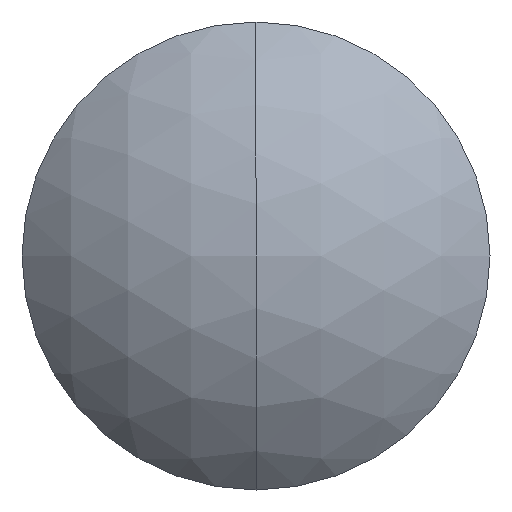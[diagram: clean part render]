
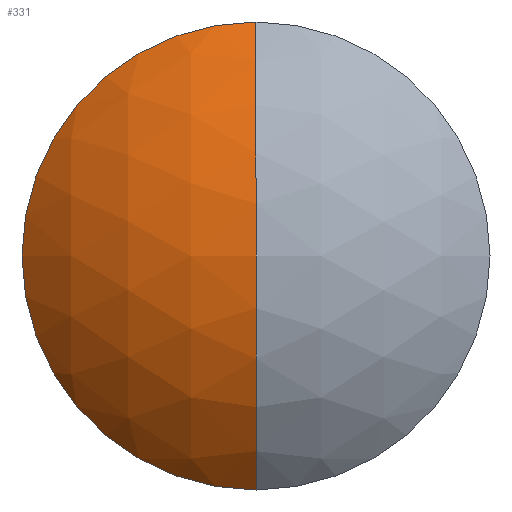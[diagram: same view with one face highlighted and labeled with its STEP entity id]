
A CAD part, left-side view. The second image highlights one B-rep face of the part: STEP entity #331.
In plain terms, the highlighted spherical face has radius 11 mm.
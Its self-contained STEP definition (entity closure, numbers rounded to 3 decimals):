
#18 = FACE_OUTER_BOUND ( 'NONE', #238, .T. ) ;
#45 = DIRECTION ( 'NONE',  ( 0., 1., 0. ) ) ;
#53 = DIRECTION ( 'NONE',  ( 0., 0., -1. ) ) ;
#55 = DIRECTION ( 'NONE',  ( 1., 0., 0. ) ) ;
#57 = DIRECTION ( 'NONE',  ( 0., 0., -1. ) ) ;
#77 = ORIENTED_EDGE ( 'NONE', *, *, #160, .T. ) ;
#79 = CARTESIAN_POINT ( 'NONE',  ( -7.52, 0., 0. ) ) ;
#86 = CARTESIAN_POINT ( 'NONE',  ( 0., 0., 0. ) ) ;
#89 = CIRCLE ( 'NONE', #145, 11. ) ;
#106 = SPHERICAL_SURFACE ( 'NONE', #329, 11. ) ;
#108 = CARTESIAN_POINT ( 'NONE',  ( -7.52, 0., 8.028 ) ) ;
#126 = EDGE_CURVE ( 'NONE', #303, #350, #237, .T. ) ;
#145 = AXIS2_PLACEMENT_3D ( 'NONE', #296, #294, #318 ) ;
#160 = EDGE_CURVE ( 'NONE', #179, #350, #272, .T. ) ;
#165 = EDGE_CURVE ( 'NONE', #179, #303, #89, .T. ) ;
#179 = VERTEX_POINT ( 'NONE', #315 ) ;
#204 = AXIS2_PLACEMENT_3D ( 'NONE', #79, #55, #53 ) ;
#210 = ORIENTED_EDGE ( 'NONE', *, *, #165, .F. ) ;
#218 = ORIENTED_EDGE ( 'NONE', *, *, #126, .F. ) ;
#237 = CIRCLE ( 'NONE', #204, 8.028 ) ;
#238 = EDGE_LOOP ( 'NONE', ( #210, #77, #218 ) ) ;
#256 = CARTESIAN_POINT ( 'NONE',  ( 0., 0., 0. ) ) ;
#272 = CIRCLE ( 'NONE', #301, 11. ) ;
#294 = DIRECTION ( 'NONE',  ( 0., -1., 0. ) ) ;
#296 = CARTESIAN_POINT ( 'NONE',  ( 0., 0., 0. ) ) ;
#301 = AXIS2_PLACEMENT_3D ( 'NONE', #256, #328, #322 ) ;
#303 = VERTEX_POINT ( 'NONE', #343 ) ;
#315 = CARTESIAN_POINT ( 'NONE',  ( -11., 0., 0. ) ) ;
#318 = DIRECTION ( 'NONE',  ( 0., 0., -1. ) ) ;
#322 = DIRECTION ( 'NONE',  ( 0., 0., 1. ) ) ;
#328 = DIRECTION ( 'NONE',  ( 0., 1., 0. ) ) ;
#329 = AXIS2_PLACEMENT_3D ( 'NONE', #86, #45, #57 ) ;
#331 = ADVANCED_FACE ( 'NONE', ( #18 ), #106, .T. ) ;
#343 = CARTESIAN_POINT ( 'NONE',  ( -7.52, 0., -8.028 ) ) ;
#350 = VERTEX_POINT ( 'NONE', #108 ) ;
